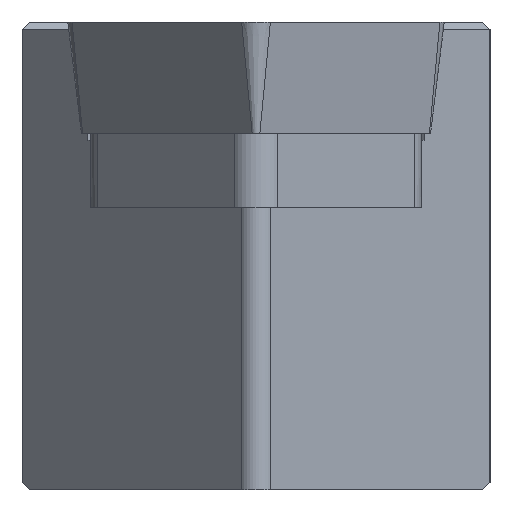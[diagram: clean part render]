
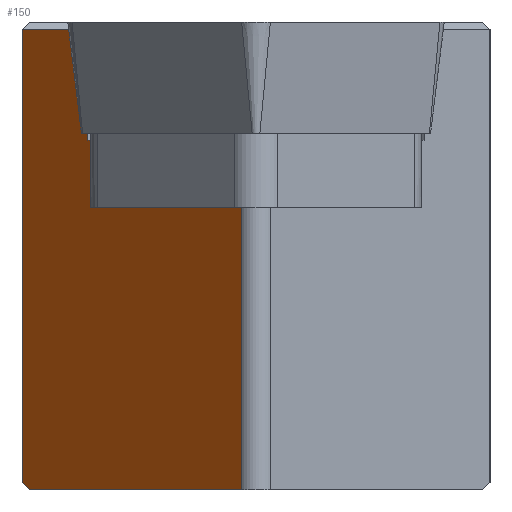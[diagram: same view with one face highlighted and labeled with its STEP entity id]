
A CAD part, left-side view. The second image highlights one B-rep face of the part: STEP entity #150.
In plain terms, the highlighted planar face has unit normal (-0.643, 0.766, 0).
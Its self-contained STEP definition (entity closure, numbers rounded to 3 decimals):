
#150=ADVANCED_FACE('',(#231),#194,.F.);
#194=PLANE('',#911);
#231=FACE_OUTER_BOUND('',#276,.T.);
#276=EDGE_LOOP('',(#558,#559,#560,#561,#562,#563,#564,#565,#566));
#304=LINE('',#1199,#389);
#305=LINE('',#1203,#390);
#317=LINE('',#1230,#402);
#320=LINE('',#1236,#405);
#337=LINE('',#1268,#422);
#349=LINE('',#1291,#434);
#350=LINE('',#1294,#435);
#351=LINE('',#1296,#436);
#352=LINE('',#1297,#437);
#389=VECTOR('',#971,1.);
#390=VECTOR('',#976,1.);
#402=VECTOR('',#992,1.);
#405=VECTOR('',#997,1.);
#422=VECTOR('',#1024,1.);
#434=VECTOR('',#1058,1.);
#435=VECTOR('',#1059,1.);
#436=VECTOR('',#1060,1.);
#437=VECTOR('',#1061,1.);
#558=ORIENTED_EDGE('',*,*,#809,.F.);
#559=ORIENTED_EDGE('',*,*,#810,.F.);
#560=ORIENTED_EDGE('',*,*,#811,.T.);
#561=ORIENTED_EDGE('',*,*,#765,.F.);
#562=ORIENTED_EDGE('',*,*,#797,.F.);
#563=ORIENTED_EDGE('',*,*,#777,.F.);
#564=ORIENTED_EDGE('',*,*,#780,.F.);
#565=ORIENTED_EDGE('',*,*,#763,.F.);
#566=ORIENTED_EDGE('',*,*,#812,.T.);
#695=VERTEX_POINT('',#1198);
#696=VERTEX_POINT('',#1200);
#697=VERTEX_POINT('',#1204);
#698=VERTEX_POINT('',#1205);
#708=VERTEX_POINT('',#1228);
#710=VERTEX_POINT('',#1231);
#722=VERTEX_POINT('',#1292);
#723=VERTEX_POINT('',#1293);
#724=VERTEX_POINT('',#1295);
#763=EDGE_CURVE('',#695,#696,#304,.T.);
#765=EDGE_CURVE('',#697,#698,#305,.T.);
#777=EDGE_CURVE('',#708,#710,#317,.T.);
#780=EDGE_CURVE('',#696,#708,#320,.T.);
#797=EDGE_CURVE('',#710,#697,#337,.T.);
#809=EDGE_CURVE('',#722,#723,#349,.T.);
#810=EDGE_CURVE('',#724,#722,#350,.T.);
#811=EDGE_CURVE('',#724,#698,#351,.T.);
#812=EDGE_CURVE('',#695,#723,#352,.T.);
#911=AXIS2_PLACEMENT_3D('',#1298,#1062,#1063);
#971=DIRECTION('',(0.,0.,-1.));
#976=DIRECTION('',(-0.766,-0.643,0.));
#992=DIRECTION('',(0.644,0.541,0.541));
#997=DIRECTION('',(0.766,0.643,0.));
#1024=DIRECTION('',(0.,0.,1.));
#1058=DIRECTION('',(0.,0.,-1.));
#1059=DIRECTION('',(-0.766,-0.643,0.));
#1060=DIRECTION('',(0.095,0.08,0.992));
#1061=DIRECTION('',(0.766,0.643,0.));
#1062=DIRECTION('',(0.643,-0.766,0.));
#1063=DIRECTION('',(0.766,0.643,0.));
#1198=CARTESIAN_POINT('',(2.403,-9.387,-7.94));
#1199=CARTESIAN_POINT('',(2.403,-9.387,-44.76));
#1200=CARTESIAN_POINT('',(2.403,-9.387,-20.));
#1203=CARTESIAN_POINT('',(9.586,-3.36,-0.3));
#1204=CARTESIAN_POINT('',(13.59,0.,-0.3));
#1205=CARTESIAN_POINT('',(10.686,-2.436,-0.3));
#1228=CARTESIAN_POINT('',(13.232,-0.3,-20.));
#1230=CARTESIAN_POINT('',(2.025,-9.704,-29.404));
#1231=CARTESIAN_POINT('',(13.59,0.,-19.7));
#1236=CARTESIAN_POINT('',(9.586,-3.36,-20.));
#1268=CARTESIAN_POINT('',(13.59,0.,-44.76));
#1291=CARTESIAN_POINT('',(10.094,-2.933,-7.94));
#1292=CARTESIAN_POINT('',(10.094,-2.933,-5.06));
#1293=CARTESIAN_POINT('',(10.094,-2.933,-7.94));
#1294=CARTESIAN_POINT('',(5.615,-6.692,-5.06));
#1295=CARTESIAN_POINT('',(10.232,-2.818,-5.06));
#1296=CARTESIAN_POINT('',(10.26,-2.794,-4.767));
#1297=CARTESIAN_POINT('',(1.49,-10.153,-7.94));
#1298=CARTESIAN_POINT('',(9.586,-3.36,-44.76));
